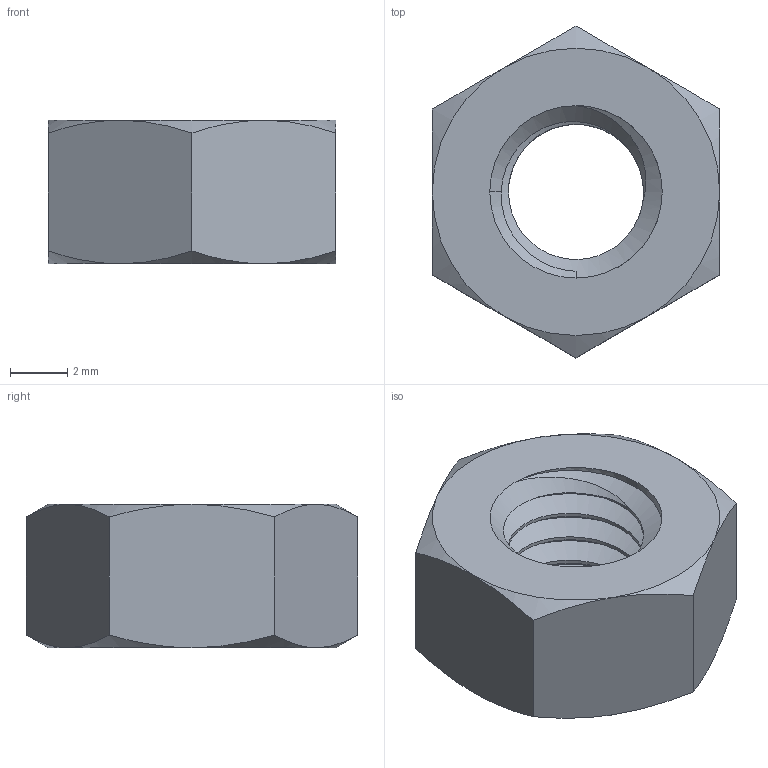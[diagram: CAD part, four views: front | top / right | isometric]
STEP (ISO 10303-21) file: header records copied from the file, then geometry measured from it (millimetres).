
FILE_DESCRIPTION (( 'STEP AP203' ), '1' );
FILE_NAME ('92233A226_316 Stainless Steel Hex Nut.STEP', '2021-07-09T17:01:09', ( 'Administrator' ), ( 'Managed by Terraform' ), 'SwSTEP 2.0', 'SolidWorks 2017', '' );
FILE_SCHEMA (( 'CONFIG_CONTROL_DESIGN' ));
Length unit declared in the file: millimetre
Products named in the file (1): 92233A226_316 Stainless Steel Hex Nut
Bounding box: 10 x 11.55 x 5 mm (x, y, z)
Volume: 314.9 mm3; surface area: 426 mm2
Topology: 1 solids, 1 shells, 49 faces, 124 edges, 77 vertices
Faces by surface type: cylinder 20, cone 18, plane 9, bspline 2
Entity records: 2326 total; most frequent: CARTESIAN_POINT 1237, ORIENTED_EDGE 248, DIRECTION 173, EDGE_CURVE 124, VERTEX_POINT 77, AXIS2_PLACEMENT_3D 71, EDGE_LOOP 51, FACE_OUTER_BOUND 49
